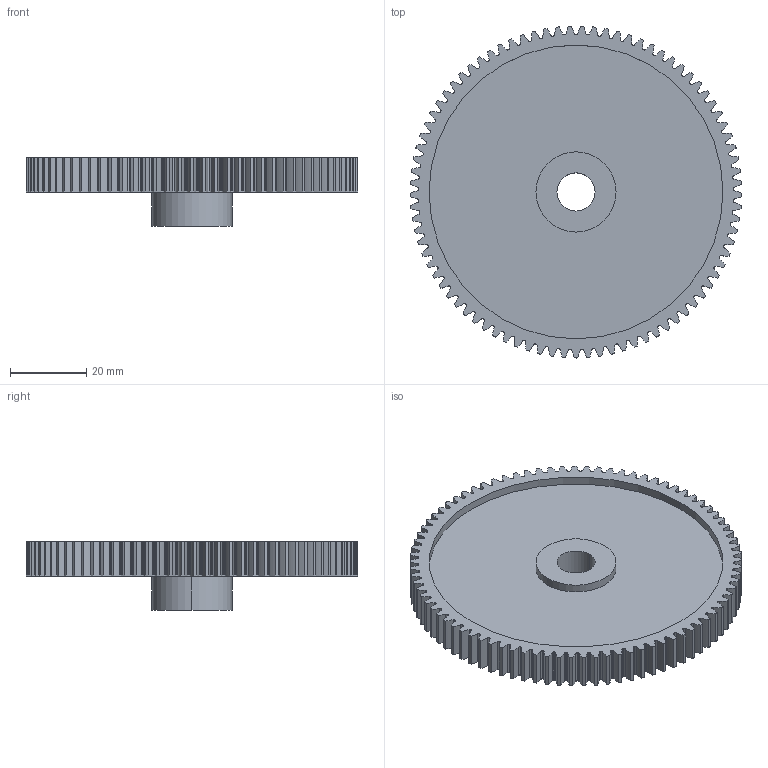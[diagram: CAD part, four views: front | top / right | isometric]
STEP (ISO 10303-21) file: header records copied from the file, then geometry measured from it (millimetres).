
FILE_DESCRIPTION (( 'STEP AP214' ), '1' );
FILE_NAME ('119-010-085.step', '2010-07-19T14:26:42', ( 'WMH Herion Antriebstechnik GmbH' ), ( 'WMH Herion Antriebstechnik GmbH' ), 'SwSTEP 2.0', 'SolidWorks 2010', '' );
FILE_SCHEMA (( 'AUTOMOTIVE_DESIGN' ));
Length unit declared in the file: millimetre
Products named in the file (1): 119-010-085
Bounding box: 87 x 86.98 x 18 mm (x, y, z)
Volume: 33662.7 mm3; surface area: 18385.3 mm2
Topology: 1 solids, 1 shells, 565 faces, 1677 edges, 1118 vertices
Faces by surface type: cylinder 559, plane 6
Entity records: 19667 total; most frequent: DIRECTION 3927, CARTESIAN_POINT 3361, ORIENTED_EDGE 3354, AXIS2_PLACEMENT_3D 1684, EDGE_CURVE 1677, CIRCLE 1118, VERTEX_POINT 1118, EDGE_LOOP 571
